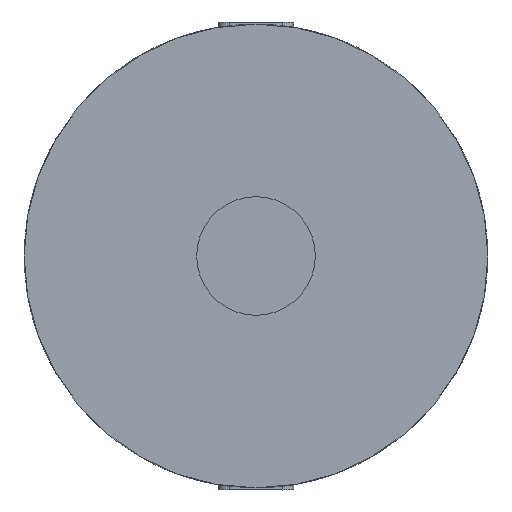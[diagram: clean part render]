
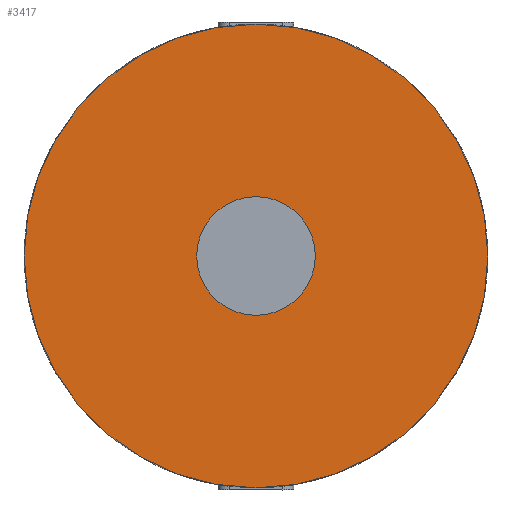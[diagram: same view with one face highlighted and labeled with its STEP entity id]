
A CAD part, front view. The second image highlights one B-rep face of the part: STEP entity #3417.
In plain terms, the highlighted planar face has unit normal (0, -1, 0).
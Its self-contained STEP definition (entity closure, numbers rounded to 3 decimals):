
#161=FACE_BOUND('',#752,.T.);
#447=PLANE('',#3745);
#511=FACE_OUTER_BOUND('',#751,.T.);
#751=EDGE_LOOP('',(#2450));
#752=EDGE_LOOP('',(#2451));
#1209=CIRCLE('',#3652,27.5);
#1231=CIRCLE('',#3681,107.5);
#1395=VERTEX_POINT('',#4705);
#1443=VERTEX_POINT('',#5899);
#1721=EDGE_CURVE('',#1395,#1395,#1209,.T.);
#1772=EDGE_CURVE('',#1443,#1443,#1231,.T.);
#2450=ORIENTED_EDGE('',*,*,#1772,.F.);
#2451=ORIENTED_EDGE('',*,*,#1721,.T.);
#3417=ADVANCED_FACE('',(#511,#161),#447,.F.);
#3652=AXIS2_PLACEMENT_3D('',#4707,#3976,#3977);
#3681=AXIS2_PLACEMENT_3D('',#5901,#4040,#4041);
#3745=AXIS2_PLACEMENT_3D('',#6934,#4199,#4200);
#3976=DIRECTION('center_axis',(0.,1.,0.));
#3977=DIRECTION('ref_axis',(1.,0.,0.));
#4040=DIRECTION('center_axis',(0.,1.,0.));
#4041=DIRECTION('ref_axis',(0.,0.,-1.));
#4199=DIRECTION('center_axis',(0.,1.,0.));
#4200=DIRECTION('ref_axis',(1.,0.,0.));
#4705=CARTESIAN_POINT('',(-39.715,164.785,699.787));
#4707=CARTESIAN_POINT('Origin',(-12.215,164.785,699.787));
#5899=CARTESIAN_POINT('',(-12.215,164.785,807.287));
#5901=CARTESIAN_POINT('Origin',(-12.215,164.785,699.787));
#6934=CARTESIAN_POINT('Origin',(-12.215,164.785,699.787));
